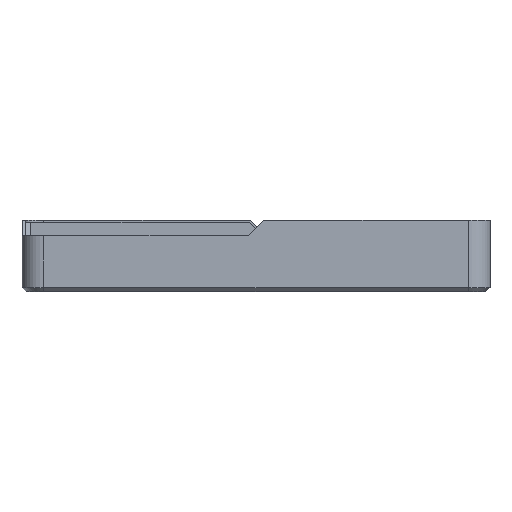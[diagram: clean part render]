
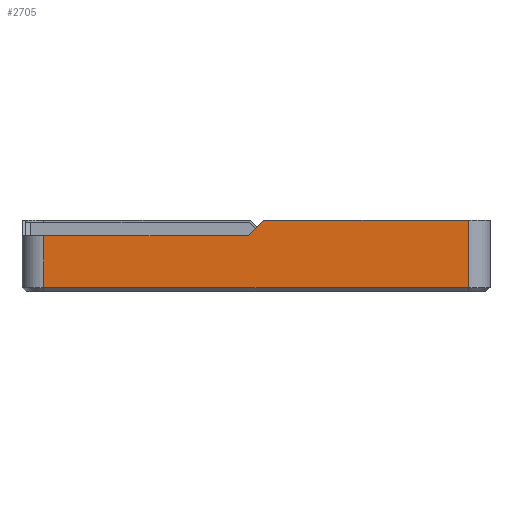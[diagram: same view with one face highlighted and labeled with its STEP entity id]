
A CAD part, front view. The second image highlights one B-rep face of the part: STEP entity #2705.
In plain terms, the highlighted planar face has unit normal (0, -1, 0).
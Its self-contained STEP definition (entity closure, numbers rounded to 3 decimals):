
#100 = CYLINDRICAL_SURFACE('',#101,5.);
#101 = AXIS2_PLACEMENT_3D('',#102,#103,#104);
#102 = CARTESIAN_POINT('',(3.,-5.,0.));
#103 = DIRECTION('',(0.,0.,1.));
#104 = DIRECTION('',(0.,-1.,0.));
#128 = PLANE('',#129);
#129 = AXIS2_PLACEMENT_3D('',#130,#131,#132);
#130 = CARTESIAN_POINT('',(21.388,-4.499,11.29));
#131 = DIRECTION('',(0.,0.,1.));
#132 = DIRECTION('',(0.,1.,0.));
#859 = EDGE_CURVE('',#860,#862,#864,.T.);
#860 = VERTEX_POINT('',#861);
#861 = CARTESIAN_POINT('',(3.,-10.,-0.7));
#862 = VERTEX_POINT('',#863);
#863 = CARTESIAN_POINT('',(3.,-10.,11.29));
#864 = SURFACE_CURVE('',#865,(#869,#876),.PCURVE_S1.);
#865 = LINE('',#866,#867);
#866 = CARTESIAN_POINT('',(3.,-10.,0.));
#867 = VECTOR('',#868,1.);
#868 = DIRECTION('',(0.,0.,1.));
#869 = PCURVE('',#100,#870);
#870 = DEFINITIONAL_REPRESENTATION('',(#871),#875);
#871 = LINE('',#872,#873);
#872 = CARTESIAN_POINT('',(6.283,0.));
#873 = VECTOR('',#874,1.);
#874 = DIRECTION('',(0.,1.));
#875 = ( GEOMETRIC_REPRESENTATION_CONTEXT(2) 
PARAMETRIC_REPRESENTATION_CONTEXT() REPRESENTATION_CONTEXT('2D SPACE',''
  ) );
#876 = PCURVE('',#877,#882);
#877 = PLANE('',#878);
#878 = AXIS2_PLACEMENT_3D('',#879,#880,#881);
#879 = CARTESIAN_POINT('',(52.766,-10.,5.744));
#880 = DIRECTION('',(-0.,-1.,-0.));
#881 = DIRECTION('',(0.,0.,-1.));
#882 = DEFINITIONAL_REPRESENTATION('',(#883),#887);
#883 = LINE('',#884,#885);
#884 = CARTESIAN_POINT('',(5.744,-49.766));
#885 = VECTOR('',#886,1.);
#886 = DIRECTION('',(-1.,0.));
#887 = ( GEOMETRIC_REPRESENTATION_CONTEXT(2) 
PARAMETRIC_REPRESENTATION_CONTEXT() REPRESENTATION_CONTEXT('2D SPACE',''
  ) );
#1048 = EDGE_CURVE('',#1049,#862,#1051,.T.);
#1049 = VERTEX_POINT('',#1050);
#1050 = CARTESIAN_POINT('',(50.225,-10.,11.29));
#1051 = SURFACE_CURVE('',#1052,(#1056,#1063),.PCURVE_S1.);
#1052 = LINE('',#1053,#1054);
#1053 = CARTESIAN_POINT('',(50.225,-10.,11.29));
#1054 = VECTOR('',#1055,1.);
#1055 = DIRECTION('',(-1.,0.,0.));
#1056 = PCURVE('',#128,#1057);
#1057 = DEFINITIONAL_REPRESENTATION('',(#1058),#1062);
#1058 = LINE('',#1059,#1060);
#1059 = CARTESIAN_POINT('',(-5.501,-28.837));
#1060 = VECTOR('',#1061,1.);
#1061 = DIRECTION('',(0.,1.));
#1062 = ( GEOMETRIC_REPRESENTATION_CONTEXT(2) 
PARAMETRIC_REPRESENTATION_CONTEXT() REPRESENTATION_CONTEXT('2D SPACE',''
  ) );
#1063 = PCURVE('',#877,#1064);
#1064 = DEFINITIONAL_REPRESENTATION('',(#1065),#1069);
#1065 = LINE('',#1066,#1067);
#1066 = CARTESIAN_POINT('',(-5.546,-2.541));
#1067 = VECTOR('',#1068,1.);
#1068 = DIRECTION('',(0.,-1.));
#1069 = ( GEOMETRIC_REPRESENTATION_CONTEXT(2) 
PARAMETRIC_REPRESENTATION_CONTEXT() REPRESENTATION_CONTEXT('2D SPACE',''
  ) );
#1087 = PLANE('',#1088);
#1088 = AXIS2_PLACEMENT_3D('',#1089,#1090,#1091);
#1089 = CARTESIAN_POINT('',(53.775,-10.,14.84));
#1090 = DIRECTION('',(-0.707,0.,0.707));
#1091 = DIRECTION('',(-0.707,0.,-0.707));
#2114 = PLANE('',#2115);
#2115 = AXIS2_PLACEMENT_3D('',#2116,#2117,#2118);
#2116 = CARTESIAN_POINT('',(3.,-9.5,-1.2));
#2117 = DIRECTION('',(0.,0.707,0.707));
#2118 = DIRECTION('',(-1.,0.,0.));
#2705 = ADVANCED_FACE('',(#2706),#877,.T.);
#2706 = FACE_BOUND('',#2707,.T.);
#2707 = EDGE_LOOP('',(#2708,#2709,#2732,#2760,#2788,#2809));
#2708 = ORIENTED_EDGE('',*,*,#859,.F.);
#2709 = ORIENTED_EDGE('',*,*,#2710,.T.);
#2710 = EDGE_CURVE('',#860,#2711,#2713,.T.);
#2711 = VERTEX_POINT('',#2712);
#2712 = CARTESIAN_POINT('',(101.,-10.,-0.7));
#2713 = SURFACE_CURVE('',#2714,(#2718,#2725),.PCURVE_S1.);
#2714 = LINE('',#2715,#2716);
#2715 = CARTESIAN_POINT('',(3.,-10.,-0.7));
#2716 = VECTOR('',#2717,1.);
#2717 = DIRECTION('',(1.,0.,0.));
#2718 = PCURVE('',#877,#2719);
#2719 = DEFINITIONAL_REPRESENTATION('',(#2720),#2724);
#2720 = LINE('',#2721,#2722);
#2721 = CARTESIAN_POINT('',(6.444,-49.766));
#2722 = VECTOR('',#2723,1.);
#2723 = DIRECTION('',(0.,1.));
#2724 = ( GEOMETRIC_REPRESENTATION_CONTEXT(2) 
PARAMETRIC_REPRESENTATION_CONTEXT() REPRESENTATION_CONTEXT('2D SPACE',''
  ) );
#2725 = PCURVE('',#2114,#2726);
#2726 = DEFINITIONAL_REPRESENTATION('',(#2727),#2731);
#2727 = LINE('',#2728,#2729);
#2728 = CARTESIAN_POINT('',(-0.,0.707));
#2729 = VECTOR('',#2730,1.);
#2730 = DIRECTION('',(-1.,0.));
#2731 = ( GEOMETRIC_REPRESENTATION_CONTEXT(2) 
PARAMETRIC_REPRESENTATION_CONTEXT() REPRESENTATION_CONTEXT('2D SPACE',''
  ) );
#2732 = ORIENTED_EDGE('',*,*,#2733,.F.);
#2733 = EDGE_CURVE('',#2734,#2711,#2736,.T.);
#2734 = VERTEX_POINT('',#2735);
#2735 = CARTESIAN_POINT('',(101.,-10.,14.84));
#2736 = SURFACE_CURVE('',#2737,(#2741,#2748),.PCURVE_S1.);
#2737 = LINE('',#2738,#2739);
#2738 = CARTESIAN_POINT('',(101.,-10.,0.));
#2739 = VECTOR('',#2740,1.);
#2740 = DIRECTION('',(-0.,-0.,-1.));
#2741 = PCURVE('',#877,#2742);
#2742 = DEFINITIONAL_REPRESENTATION('',(#2743),#2747);
#2743 = LINE('',#2744,#2745);
#2744 = CARTESIAN_POINT('',(5.744,48.234));
#2745 = VECTOR('',#2746,1.);
#2746 = DIRECTION('',(1.,0.));
#2747 = ( GEOMETRIC_REPRESENTATION_CONTEXT(2) 
PARAMETRIC_REPRESENTATION_CONTEXT() REPRESENTATION_CONTEXT('2D SPACE',''
  ) );
#2748 = PCURVE('',#2749,#2754);
#2749 = CYLINDRICAL_SURFACE('',#2750,5.);
#2750 = AXIS2_PLACEMENT_3D('',#2751,#2752,#2753);
#2751 = CARTESIAN_POINT('',(101.,-5.,0.));
#2752 = DIRECTION('',(0.,0.,1.));
#2753 = DIRECTION('',(1.,0.,0.));
#2754 = DEFINITIONAL_REPRESENTATION('',(#2755),#2759);
#2755 = LINE('',#2756,#2757);
#2756 = CARTESIAN_POINT('',(4.712,0.));
#2757 = VECTOR('',#2758,1.);
#2758 = DIRECTION('',(0.,-1.));
#2759 = ( GEOMETRIC_REPRESENTATION_CONTEXT(2) 
PARAMETRIC_REPRESENTATION_CONTEXT() REPRESENTATION_CONTEXT('2D SPACE',''
  ) );
#2760 = ORIENTED_EDGE('',*,*,#2761,.T.);
#2761 = EDGE_CURVE('',#2734,#2762,#2764,.T.);
#2762 = VERTEX_POINT('',#2763);
#2763 = CARTESIAN_POINT('',(53.775,-10.,14.84));
#2764 = SURFACE_CURVE('',#2765,(#2769,#2776),.PCURVE_S1.);
#2765 = LINE('',#2766,#2767);
#2766 = CARTESIAN_POINT('',(106.,-10.,14.84));
#2767 = VECTOR('',#2768,1.);
#2768 = DIRECTION('',(-1.,0.,0.));
#2769 = PCURVE('',#877,#2770);
#2770 = DEFINITIONAL_REPRESENTATION('',(#2771),#2775);
#2771 = LINE('',#2772,#2773);
#2772 = CARTESIAN_POINT('',(-9.096,53.234));
#2773 = VECTOR('',#2774,1.);
#2774 = DIRECTION('',(0.,-1.));
#2775 = ( GEOMETRIC_REPRESENTATION_CONTEXT(2) 
PARAMETRIC_REPRESENTATION_CONTEXT() REPRESENTATION_CONTEXT('2D SPACE',''
  ) );
#2776 = PCURVE('',#2777,#2782);
#2777 = PLANE('',#2778);
#2778 = AXIS2_PLACEMENT_3D('',#2779,#2780,#2781);
#2779 = CARTESIAN_POINT('',(80.756,-5.243,14.84));
#2780 = DIRECTION('',(0.,0.,1.));
#2781 = DIRECTION('',(1.,0.,0.));
#2782 = DEFINITIONAL_REPRESENTATION('',(#2783),#2787);
#2783 = LINE('',#2784,#2785);
#2784 = CARTESIAN_POINT('',(25.244,-4.757));
#2785 = VECTOR('',#2786,1.);
#2786 = DIRECTION('',(-1.,0.));
#2787 = ( GEOMETRIC_REPRESENTATION_CONTEXT(2) 
PARAMETRIC_REPRESENTATION_CONTEXT() REPRESENTATION_CONTEXT('2D SPACE',''
  ) );
#2788 = ORIENTED_EDGE('',*,*,#2789,.T.);
#2789 = EDGE_CURVE('',#2762,#1049,#2790,.T.);
#2790 = SURFACE_CURVE('',#2791,(#2795,#2802),.PCURVE_S1.);
#2791 = LINE('',#2792,#2793);
#2792 = CARTESIAN_POINT('',(53.775,-10.,14.84));
#2793 = VECTOR('',#2794,1.);
#2794 = DIRECTION('',(-0.707,0.,-0.707));
#2795 = PCURVE('',#877,#2796);
#2796 = DEFINITIONAL_REPRESENTATION('',(#2797),#2801);
#2797 = LINE('',#2798,#2799);
#2798 = CARTESIAN_POINT('',(-9.096,1.009));
#2799 = VECTOR('',#2800,1.);
#2800 = DIRECTION('',(0.707,-0.707));
#2801 = ( GEOMETRIC_REPRESENTATION_CONTEXT(2) 
PARAMETRIC_REPRESENTATION_CONTEXT() REPRESENTATION_CONTEXT('2D SPACE',''
  ) );
#2802 = PCURVE('',#1087,#2803);
#2803 = DEFINITIONAL_REPRESENTATION('',(#2804),#2808);
#2804 = LINE('',#2805,#2806);
#2805 = CARTESIAN_POINT('',(-0.,0.));
#2806 = VECTOR('',#2807,1.);
#2807 = DIRECTION('',(1.,0.));
#2808 = ( GEOMETRIC_REPRESENTATION_CONTEXT(2) 
PARAMETRIC_REPRESENTATION_CONTEXT() REPRESENTATION_CONTEXT('2D SPACE',''
  ) );
#2809 = ORIENTED_EDGE('',*,*,#1048,.T.);
